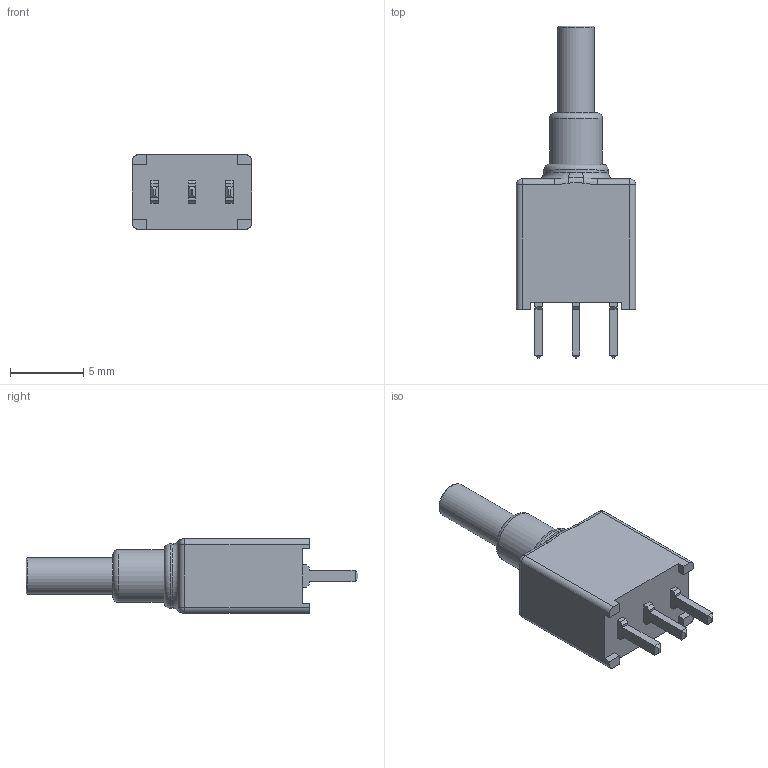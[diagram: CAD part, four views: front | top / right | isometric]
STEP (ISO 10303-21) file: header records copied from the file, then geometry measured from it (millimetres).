
FILE_DESCRIPTION( ( '' ), ' ' );
FILE_NAME( '58ff62dc95f8211036cb1b64.step', '2017-04-25T14:53:55', ( '' ), ( '' ), ' ', ' ', ' ' );
FILE_SCHEMA( ( 'AUTOMOTIVE_DESIGN { 1 0 10303 214 1 1 1 1 }' ) );
Length unit declared in the file: metre
Products named in the file (2): 1; 2
Bounding box: 8.13 x 22.59 x 5.08 mm (x, y, z)
Volume: 445.5 mm3; surface area: 458.1 mm2
Topology: 2 solids, 2 shells, 97 faces, 238 edges, 144 vertices
Faces by surface type: plane 67, cylinder 13, bspline 8, torus 5, sphere 4
Full cylindrical faces by diameter (mm): 2.45 x1, 3.6 x1, 4.4 x1
Entity records: 3972 total; most frequent: CARTESIAN_POINT 979, ORIENTED_EDGE 454, DIRECTION 434, EDGE_CURVE 227, LINE 174, VECTOR 174, VERTEX_POINT 143, AXIS2_PLACEMENT_3D 130
